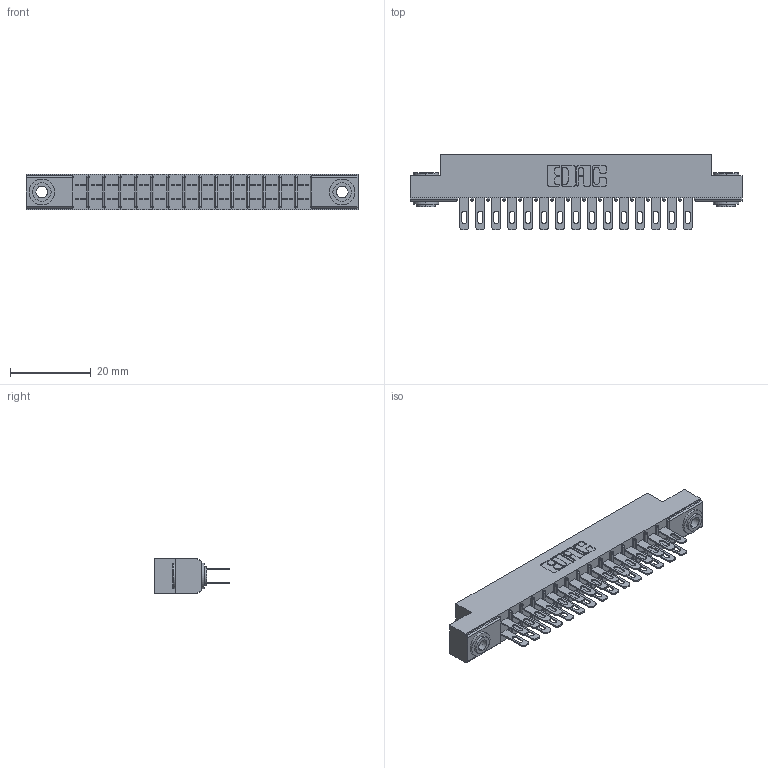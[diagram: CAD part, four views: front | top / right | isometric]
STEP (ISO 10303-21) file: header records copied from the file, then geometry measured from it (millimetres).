
FILE_DESCRIPTION (( 'STEP AP203' ), '1' );
FILE_NAME ('315-030-500-203.STEP', '2019-09-10T15:17:45', ( '' ), ( '' ), 'SwSTEP 2.0', 'SolidWorks 2016', '' );
FILE_SCHEMA (( 'CONFIG_CONTROL_DESIGN' ));
Length unit declared in the file: inch
Products named in the file (4): 305-290-001_500; 345-250-002_345-250-002-102; 305 Part_.156 Dia; 315-030-500-203
Assembly tree (33 placements, depth 2):
  315-030-500-203
    305 Part_.156 Dia
    305-290-001_500  x30
    345-250-002_345-250-002-102  x2
Bounding box: 82.45 x 18.85 x 8.71 mm (x, y, z)
Volume: 5279.5 mm3; surface area: 10323.1 mm2
Topology: 33 solids, 33 shells, 1668 faces, 4733 edges, 3070 vertices
Faces by surface type: plane 932, cylinder 668, sphere 60, cone 8
Entity records: 20615 total; most frequent: CARTESIAN_POINT 3392, ORIENTED_EDGE 3354, DIRECTION 3321, EDGE_CURVE 1677, VECTOR 1315, LINE 1315, VERTEX_POINT 1074, AXIS2_PLACEMENT_3D 1003
